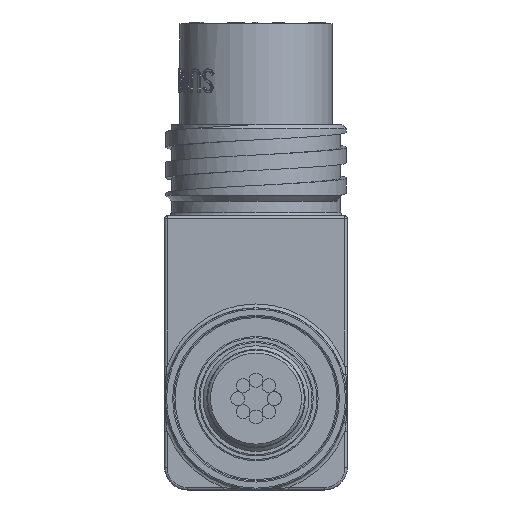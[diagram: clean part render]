
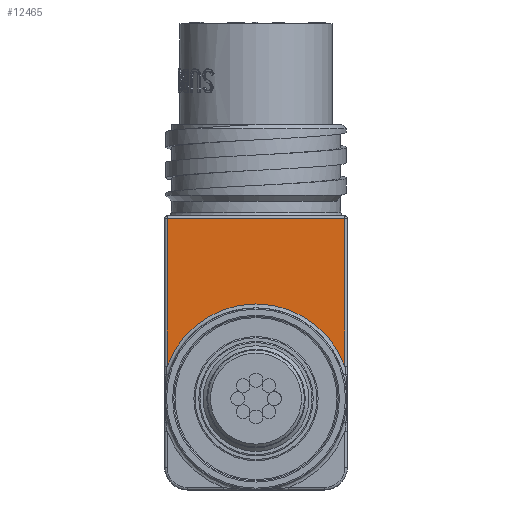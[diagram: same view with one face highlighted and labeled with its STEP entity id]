
A CAD part, front view. The second image highlights one B-rep face of the part: STEP entity #12465.
In plain terms, the highlighted planar face has unit normal (0, -1, 0).
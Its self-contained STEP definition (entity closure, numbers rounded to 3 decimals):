
#1007=PLANE('',#13843);
#1665=FACE_OUTER_BOUND('',#2380,.T.);
#2380=EDGE_LOOP('',(#11379,#11380,#11381,#11382));
#3128=LINE('',#32516,#3835);
#3129=LINE('',#32518,#3836);
#3130=LINE('',#32521,#3837);
#3835=VECTOR('',#17196,1000.);
#3836=VECTOR('',#17197,1000.);
#3837=VECTOR('',#17200,1000.);
#4625=CIRCLE('',#13844,9.868);
#5915=VERTEX_POINT('',#32514);
#5916=VERTEX_POINT('',#32515);
#5917=VERTEX_POINT('',#32517);
#5918=VERTEX_POINT('',#32519);
#7763=EDGE_CURVE('',#5915,#5916,#3128,.T.);
#7764=EDGE_CURVE('',#5916,#5917,#3129,.T.);
#7765=EDGE_CURVE('',#5917,#5918,#4625,.T.);
#7766=EDGE_CURVE('',#5918,#5915,#3130,.T.);
#11379=ORIENTED_EDGE('',*,*,#7763,.T.);
#11380=ORIENTED_EDGE('',*,*,#7764,.T.);
#11381=ORIENTED_EDGE('',*,*,#7765,.T.);
#11382=ORIENTED_EDGE('',*,*,#7766,.T.);
#12465=ADVANCED_FACE('',(#1665),#1007,.F.);
#13843=AXIS2_PLACEMENT_3D('',#32513,#17194,#17195);
#13844=AXIS2_PLACEMENT_3D('',#32520,#17198,#17199);
#17194=DIRECTION('center_axis',(0.,1.,0.));
#17195=DIRECTION('ref_axis',(1.,0.,0.));
#17196=DIRECTION('',(-1.,0.,0.));
#17197=DIRECTION('',(0.,0.,-1.));
#17198=DIRECTION('center_axis',(0.,1.,0.));
#17199=DIRECTION('ref_axis',(1.,0.,0.));
#17200=DIRECTION('',(0.,0.,1.));
#32513=CARTESIAN_POINT('Origin',(19.05,-19.05,0.));
#32514=CARTESIAN_POINT('',(18.796,-19.05,-9.779));
#32515=CARTESIAN_POINT('',(0.254,-19.05,-9.779));
#32516=CARTESIAN_POINT('',(0.,-19.05,-9.779));
#32517=CARTESIAN_POINT('',(0.254,-19.05,-25.195));
#32518=CARTESIAN_POINT('',(0.254,-19.05,-25.996));
#32519=CARTESIAN_POINT('',(18.796,-19.05,-25.195));
#32520=CARTESIAN_POINT('Origin',(9.525,-19.05,-28.575));
#32521=CARTESIAN_POINT('',(18.796,-19.05,0.));
